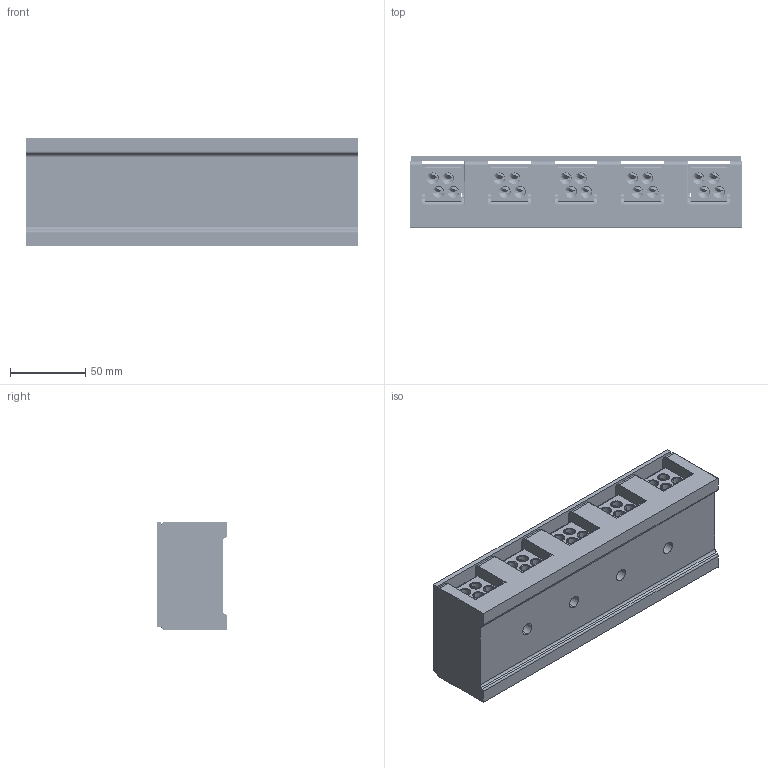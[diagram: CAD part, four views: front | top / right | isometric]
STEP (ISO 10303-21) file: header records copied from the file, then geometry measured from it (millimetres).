
FILE_DESCRIPTION((''),'2;1');
FILE_NAME('UDJ-2005_4_16','2024-07-04T',('dell'),(''),'PRO/ENGINEER BY PARAMETRIC TECHNOLOGY CORPORATION, 2013230','PRO/ENGINEER BY PARAMETRIC TECHNOLOGY CORPORATION, 2013230','');
FILE_SCHEMA(('AUTOMOTIVE_DESIGN { 1 0 10303 214 1 1 1 1 }'));
Products named in the file (1): UDJ-2005_4_16
Bounding box: 220 x 47 x 72 mm (x, y, z)
Volume: 502608.3 mm3; surface area: 147827.2 mm2
Topology: 1 solids, 40 shells, 3033 faces, 9230 edges, 5963 vertices
Faces by surface type: plane 1454, cylinder 890, cone 300, bspline 284, sphere 56, torus 44, extrusion 5
Entity records: 150365 total; most frequent: CARTESIAN_POINT 72581, ORIENTED_EDGE 18248, DIRECTION 13571, EDGE_CURVE 9124, VERTEX_POINT 5963, VECTOR 4651, LINE 4646, AXIS2_PLACEMENT_3D 4460
